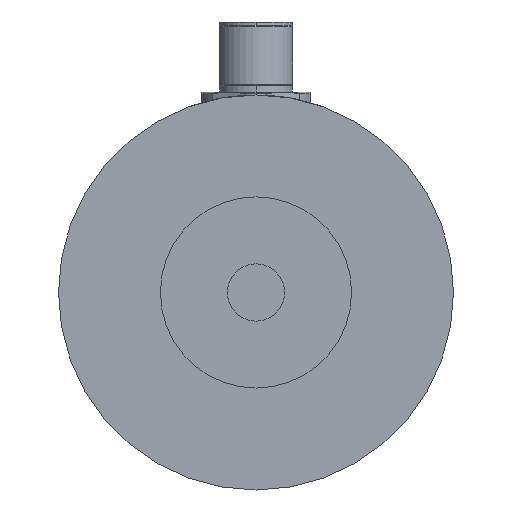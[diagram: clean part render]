
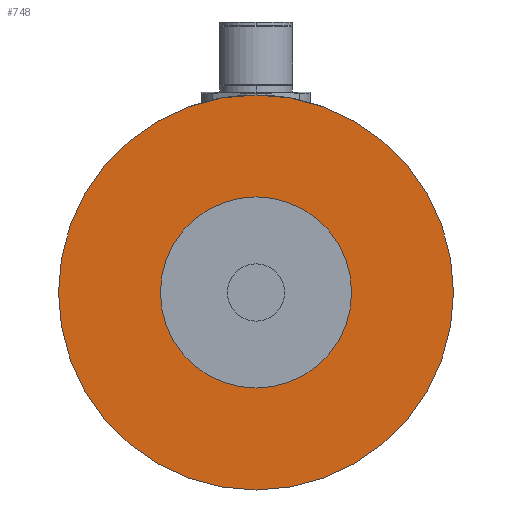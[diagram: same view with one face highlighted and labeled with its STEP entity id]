
A CAD part, front view. The second image highlights one B-rep face of the part: STEP entity #748.
In plain terms, the highlighted planar face has unit normal (0, -1, 0).
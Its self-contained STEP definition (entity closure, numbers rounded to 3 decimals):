
#280 = AXIS2_PLACEMENT_3D ( 'NONE', #782, #766, #765 ) ;
#338 = AXIS2_PLACEMENT_3D ( 'NONE', #799, #791, #787 ) ;
#385 = AXIS2_PLACEMENT_3D ( 'NONE', #3098, #3093, #3087 ) ;
#522 = CIRCLE ( 'NONE', #385, 15. ) ;
#748 = ADVANCED_FACE ( 'NONE', ( #2426, #2409 ), #2225, .T. ) ;
#765 = DIRECTION ( 'NONE',  ( 0., 0., 1. ) ) ;
#766 = DIRECTION ( 'NONE',  ( 0., 1., 0. ) ) ;
#782 = CARTESIAN_POINT ( 'NONE',  ( -93.5, -264.9, 0. ) ) ;
#787 = DIRECTION ( 'NONE',  ( 0., 0., 1. ) ) ;
#791 = DIRECTION ( 'NONE',  ( 0., 1., 0. ) ) ;
#799 = CARTESIAN_POINT ( 'NONE',  ( -93.5, -264.9, 0. ) ) ;
#811 = EDGE_LOOP ( 'NONE', ( #4212, #5165 ) ) ;
#837 = ORIENTED_EDGE ( 'NONE', *, *, #2561, .F. ) ;
#1759 = EDGE_CURVE ( 'NONE', #2929, #2320, #3593, .T. ) ;
#1761 = EDGE_CURVE ( 'NONE', #4408, #3257, #2326, .T. ) ;
#2151 = CARTESIAN_POINT ( 'NONE',  ( -93.5, -264.9, -15. ) ) ;
#2157 = CARTESIAN_POINT ( 'NONE',  ( -108.5, -264.9, 0. ) ) ;
#2161 = DIRECTION ( 'NONE',  ( 0., -1., 0. ) ) ;
#2164 = DIRECTION ( 'NONE',  ( 0., 0., -1. ) ) ;
#2225 = PLANE ( 'NONE',  #4115 ) ;
#2320 = VERTEX_POINT ( 'NONE', #4749 ) ;
#2326 = CIRCLE ( 'NONE', #280, 15. ) ;
#2409 = FACE_OUTER_BOUND ( 'NONE', #4205, .T. ) ;
#2426 = FACE_BOUND ( 'NONE', #811, .T. ) ;
#2561 = EDGE_CURVE ( 'NONE', #2320, #2929, #4346, .T. ) ;
#2563 = AXIS2_PLACEMENT_3D ( 'NONE', #4339, #4327, #4326 ) ;
#2868 = EDGE_CURVE ( 'NONE', #3257, #4408, #522, .T. ) ;
#2929 = VERTEX_POINT ( 'NONE', #3165 ) ;
#3087 = DIRECTION ( 'NONE',  ( 0., 0., 1. ) ) ;
#3093 = DIRECTION ( 'NONE',  ( 0., 1., 0. ) ) ;
#3098 = CARTESIAN_POINT ( 'NONE',  ( -93.5, -264.9, 0. ) ) ;
#3165 = CARTESIAN_POINT ( 'NONE',  ( -93.5, -264.9, -31. ) ) ;
#3257 = VERTEX_POINT ( 'NONE', #2151 ) ;
#3544 = CARTESIAN_POINT ( 'NONE',  ( -93.5, -264.9, 15. ) ) ;
#3593 = CIRCLE ( 'NONE', #338, 31. ) ;
#4115 = AXIS2_PLACEMENT_3D ( 'NONE', #2157, #2161, #2164 ) ;
#4205 = EDGE_LOOP ( 'NONE', ( #837, #4517 ) ) ;
#4212 = ORIENTED_EDGE ( 'NONE', *, *, #1761, .T. ) ;
#4326 = DIRECTION ( 'NONE',  ( 0., 0., 1. ) ) ;
#4327 = DIRECTION ( 'NONE',  ( 0., 1., 0. ) ) ;
#4339 = CARTESIAN_POINT ( 'NONE',  ( -93.5, -264.9, 0. ) ) ;
#4346 = CIRCLE ( 'NONE', #2563, 31. ) ;
#4408 = VERTEX_POINT ( 'NONE', #3544 ) ;
#4517 = ORIENTED_EDGE ( 'NONE', *, *, #1759, .F. ) ;
#4749 = CARTESIAN_POINT ( 'NONE',  ( -93.5, -264.9, 31. ) ) ;
#5165 = ORIENTED_EDGE ( 'NONE', *, *, #2868, .T. ) ;
